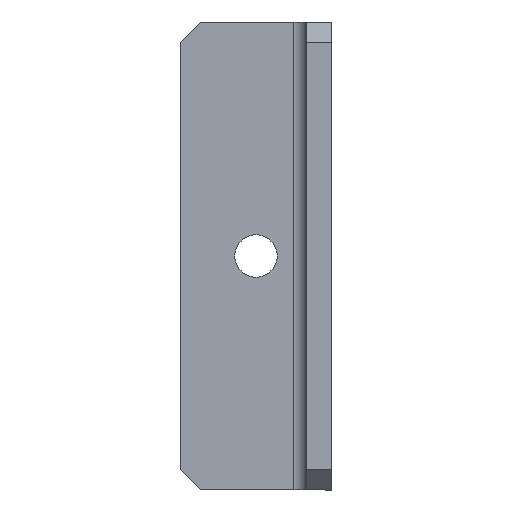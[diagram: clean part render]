
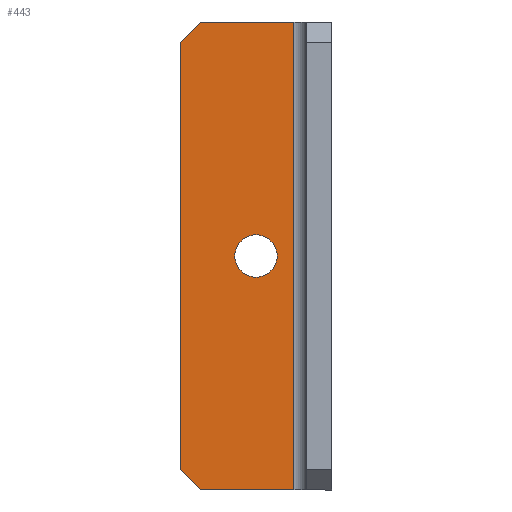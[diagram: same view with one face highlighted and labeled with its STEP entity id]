
A CAD part, left-side view. The second image highlights one B-rep face of the part: STEP entity #443.
In plain terms, the highlighted planar face has unit normal (-1, 0, 0).
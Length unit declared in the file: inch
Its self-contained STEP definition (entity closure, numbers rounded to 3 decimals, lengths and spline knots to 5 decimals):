
#5 = VERTEX_POINT ( 'NONE', #109 ) ;
#22 = VERTEX_POINT ( 'NONE', #59 ) ;
#29 = AXIS2_PLACEMENT_3D ( 'NONE', #578, #531, #522 ) ;
#59 = CARTESIAN_POINT ( 'NONE',  ( 0.625, 0.65, 1.655 ) ) ;
#61 = VERTEX_POINT ( 'NONE', #1272 ) ;
#84 = EDGE_CURVE ( 'NONE', #637, #1266, #972, .T. ) ;
#87 = EDGE_CURVE ( 'NONE', #22, #1038, #1096, .T. ) ;
#93 = EDGE_CURVE ( 'NONE', #22, #61, #750, .T. ) ;
#107 = EDGE_CURVE ( 'NONE', #5, #61, #640, .T. ) ;
#109 = CARTESIAN_POINT ( 'NONE',  ( 0.625, 0.75, -0.555 ) ) ;
#122 = EDGE_CURVE ( 'NONE', #5, #998, #658, .T. ) ;
#129 = ORIENTED_EDGE ( 'NONE', *, *, #984, .F. ) ;
#142 = ORIENTED_EDGE ( 'NONE', *, *, #122, .T. ) ;
#181 = VERTEX_POINT ( 'NONE', #1084 ) ;
#214 = AXIS2_PLACEMENT_3D ( 'NONE', #415, #414, #411 ) ;
#294 = DIRECTION ( 'NONE',  ( 0., 0., -1. ) ) ;
#328 = LINE ( 'NONE', #591, #1083 ) ;
#364 = DIRECTION ( 'NONE',  ( 0., 1., 0. ) ) ;
#378 = ORIENTED_EDGE ( 'NONE', *, *, #842, .F. ) ;
#411 = DIRECTION ( 'NONE',  ( 0., -1., 0. ) ) ;
#414 = DIRECTION ( 'NONE',  ( -1., 0., 0. ) ) ;
#415 = CARTESIAN_POINT ( 'NONE',  ( 0.625, 0., 0. ) ) ;
#443 = ADVANCED_FACE ( 'NONE', ( #1282, #1148 ), #504, .T. ) ;
#504 = PLANE ( 'NONE',  #214 ) ;
#517 = AXIS2_PLACEMENT_3D ( 'NONE', #1218, #1215, #1211 ) ;
#522 = DIRECTION ( 'NONE',  ( 0., -1., 0. ) ) ;
#531 = DIRECTION ( 'NONE',  ( -1., 0., 0. ) ) ;
#545 = CARTESIAN_POINT ( 'NONE',  ( 0.625, 0.1875, 1.47 ) ) ;
#546 = LINE ( 'NONE', #545, #675 ) ;
#578 = CARTESIAN_POINT ( 'NONE',  ( 0.625, 0.375, 0.5 ) ) ;
#591 = CARTESIAN_POINT ( 'NONE',  ( 0.625, 0.75, -0.655 ) ) ;
#595 = ORIENTED_EDGE ( 'NONE', *, *, #93, .T. ) ;
#597 = ORIENTED_EDGE ( 'NONE', *, *, #107, .F. ) ;
#612 = VECTOR ( 'NONE', #1193, 39.37008 ) ;
#637 = VERTEX_POINT ( 'NONE', #1134 ) ;
#640 = LINE ( 'NONE', #1194, #612 ) ;
#656 = CARTESIAN_POINT ( 'NONE',  ( 0.625, 0.1875, 1.655 ) ) ;
#658 = LINE ( 'NONE', #1237, #766 ) ;
#675 = VECTOR ( 'NONE', #294, 39.37008 ) ;
#750 = LINE ( 'NONE', #1242, #1122 ) ;
#766 = VECTOR ( 'NONE', #1196, 39.37008 ) ;
#802 = CARTESIAN_POINT ( 'NONE',  ( 0.625, 0.48, 0.5 ) ) ;
#835 = ORIENTED_EDGE ( 'NONE', *, *, #1001, .F. ) ;
#842 = EDGE_CURVE ( 'NONE', #1266, #637, #1234, .T. ) ;
#848 = ORIENTED_EDGE ( 'NONE', *, *, #87, .F. ) ;
#972 = CIRCLE ( 'NONE', #517, 0.105 ) ;
#984 = EDGE_CURVE ( 'NONE', #1038, #181, #546, .T. ) ;
#998 = VERTEX_POINT ( 'NONE', #1094 ) ;
#1001 = EDGE_CURVE ( 'NONE', #181, #998, #328, .T. ) ;
#1038 = VERTEX_POINT ( 'NONE', #656 ) ;
#1077 = ORIENTED_EDGE ( 'NONE', *, *, #84, .F. ) ;
#1083 = VECTOR ( 'NONE', #364, 39.37008 ) ;
#1084 = CARTESIAN_POINT ( 'NONE',  ( 0.625, 0.1875, -0.655 ) ) ;
#1094 = CARTESIAN_POINT ( 'NONE',  ( 0.625, 0.65, -0.655 ) ) ;
#1096 = LINE ( 'NONE', #1227, #1214 ) ;
#1118 = EDGE_LOOP ( 'NONE', ( #848, #595, #597, #142, #835, #129 ) ) ;
#1122 = VECTOR ( 'NONE', #1206, 39.37008 ) ;
#1134 = CARTESIAN_POINT ( 'NONE',  ( 0.625, 0.27, 0.5 ) ) ;
#1148 = FACE_OUTER_BOUND ( 'NONE', #1118, .T. ) ;
#1182 = EDGE_LOOP ( 'NONE', ( #1077, #378 ) ) ;
#1193 = DIRECTION ( 'NONE',  ( 0., 0., 1. ) ) ;
#1194 = CARTESIAN_POINT ( 'NONE',  ( 0.625, 0.75, 1.47 ) ) ;
#1196 = DIRECTION ( 'NONE',  ( 0., -0.707, -0.707 ) ) ;
#1206 = DIRECTION ( 'NONE',  ( 0., 0.707, -0.707 ) ) ;
#1211 = DIRECTION ( 'NONE',  ( 0., -1., 0. ) ) ;
#1214 = VECTOR ( 'NONE', #1224, 39.37008 ) ;
#1215 = DIRECTION ( 'NONE',  ( -1., 0., 0. ) ) ;
#1218 = CARTESIAN_POINT ( 'NONE',  ( 0.625, 0.375, 0.5 ) ) ;
#1224 = DIRECTION ( 'NONE',  ( 0., -1., 0. ) ) ;
#1227 = CARTESIAN_POINT ( 'NONE',  ( 0.625, 0.75, 1.655 ) ) ;
#1234 = CIRCLE ( 'NONE', #29, 0.105 ) ;
#1237 = CARTESIAN_POINT ( 'NONE',  ( 0.625, 0.6525, -0.6525 ) ) ;
#1242 = CARTESIAN_POINT ( 'NONE',  ( 0.625, 1.1525, 1.1525 ) ) ;
#1266 = VERTEX_POINT ( 'NONE', #802 ) ;
#1272 = CARTESIAN_POINT ( 'NONE',  ( 0.625, 0.75, 1.555 ) ) ;
#1282 = FACE_BOUND ( 'NONE', #1182, .T. ) ;
